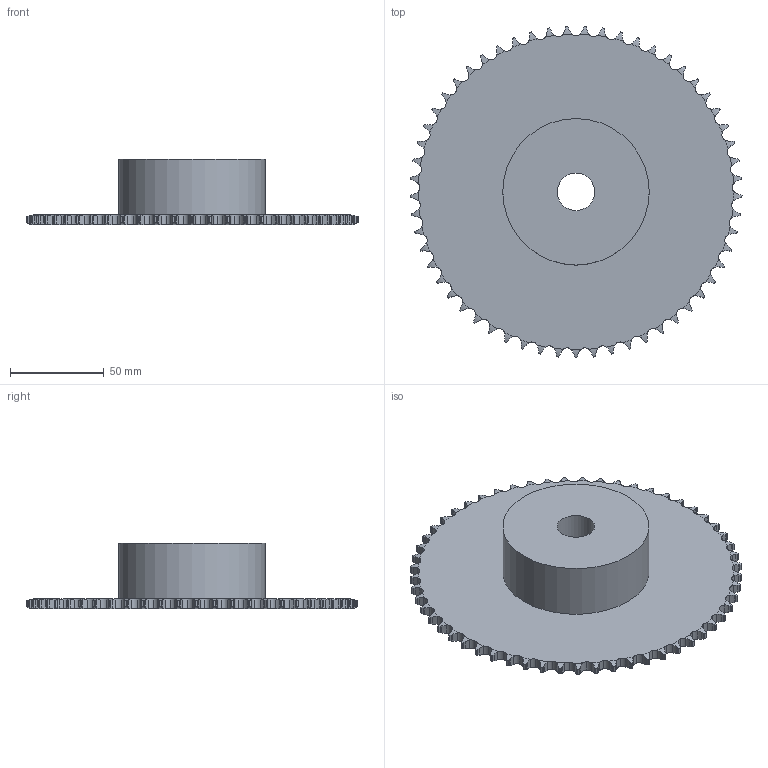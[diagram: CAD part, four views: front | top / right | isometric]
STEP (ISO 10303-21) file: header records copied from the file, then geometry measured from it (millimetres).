
FILE_DESCRIPTION(('FreeCAD Model'),'2;1');
FILE_NAME('Open CASCADE Shape Model','2021-05-16T10:20:02',('FreeCAD'),( 'FreeCAD'),'Open CASCADE STEP processor 7.4','FreeCAD','Unknown');
FILE_SCHEMA(('AUTOMOTIVE_DESIGN { 1 0 10303 214 1 1 1 1 }'));
Products named in the file (1): Open CASCADE STEP translator 7.4 40
Bounding box: 176.86 x 176.79 x 35 mm (x, y, z)
Volume: 251085.5 mm3; surface area: 58545.6 mm2
Topology: 1 solids, 1 shells, 635 faces, 1894 edges, 1263 vertices
Faces by surface type: cylinder 401, plane 118, torus 116
Full cylindrical faces by diameter (mm): 20 x1, 78 x1
Entity records: 56942 total; most frequent: CARTESIAN_POINT 25065, DIRECTION 4332, ORIENTED_EDGE 3788, PCURVE 3788, DEFINITIONAL_REPRESENTATION 3788, B_SPLINE_CURVE_WITH_KNOTS 2742, LINE 2125, VECTOR 2125
